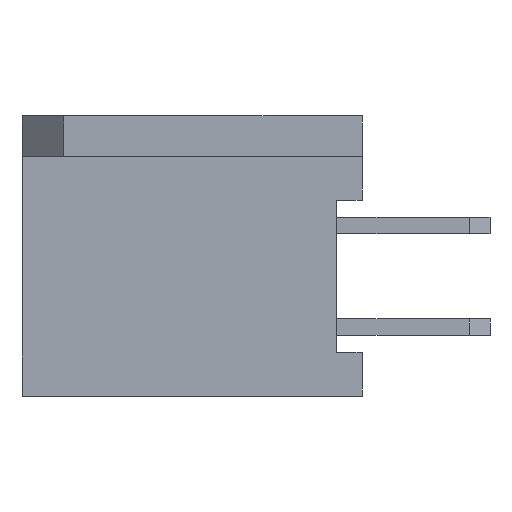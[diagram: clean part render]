
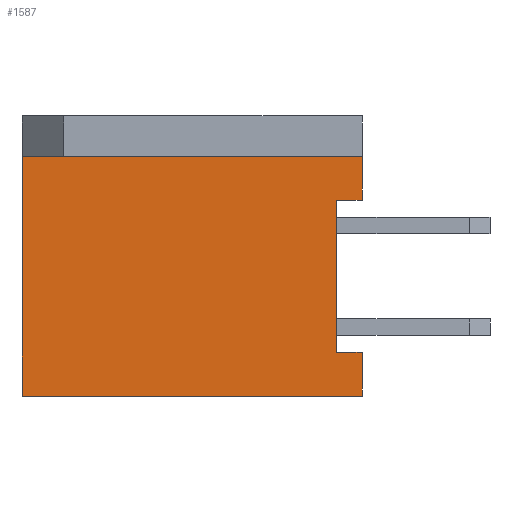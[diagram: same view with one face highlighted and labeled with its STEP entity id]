
A CAD part, left-side view. The second image highlights one B-rep face of the part: STEP entity #1587.
In plain terms, the highlighted planar face has unit normal (-1, 0, 0).
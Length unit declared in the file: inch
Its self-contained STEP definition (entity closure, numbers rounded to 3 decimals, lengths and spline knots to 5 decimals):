
#39 = ORIENTED_EDGE ( 'NONE', *, *, #2979, .T. ) ;
#42 = VECTOR ( 'NONE', #879, 39.37008 ) ;
#75 = EDGE_CURVE ( 'NONE', #3087, #1886, #4545, .T. ) ;
#224 = EDGE_CURVE ( 'NONE', #1886, #4480, #3411, .T. ) ;
#228 = VECTOR ( 'NONE', #469, 39.37008 ) ;
#321 = DIRECTION ( 'NONE',  ( 0., 0., 1. ) ) ;
#469 = DIRECTION ( 'NONE',  ( 0., 0., 1. ) ) ;
#474 = LINE ( 'NONE', #1428, #1931 ) ;
#488 = FACE_OUTER_BOUND ( 'NONE', #876, .T. ) ;
#620 = CARTESIAN_POINT ( 'NONE',  ( -0.5, 0.335, -0.118 ) ) ;
#690 = VECTOR ( 'NONE', #1933, 39.37008 ) ;
#734 = CARTESIAN_POINT ( 'NONE',  ( -0.5, 0.025, -0.075 ) ) ;
#876 = EDGE_LOOP ( 'NONE', ( #3109, #4281, #39, #3403, #5601, #4888, #3973, #1052 ) ) ;
#879 = DIRECTION ( 'NONE',  ( 0., -1., 0. ) ) ;
#1052 = ORIENTED_EDGE ( 'NONE', *, *, #75, .T. ) ;
#1192 = VERTEX_POINT ( 'NONE', #1269 ) ;
#1269 = CARTESIAN_POINT ( 'NONE',  ( -0.5, 0.335, 0.118 ) ) ;
#1428 = CARTESIAN_POINT ( 'NONE',  ( -0.5, 0.335, 0.118 ) ) ;
#1432 = EDGE_CURVE ( 'NONE', #4490, #1192, #1524, .T. ) ;
#1507 = CARTESIAN_POINT ( 'NONE',  ( -0.5, 0., 0.118 ) ) ;
#1524 = LINE ( 'NONE', #2022, #5272 ) ;
#1587 = ADVANCED_FACE ( 'NONE', ( #488 ), #2707, .F. ) ;
#1718 = DIRECTION ( 'NONE',  ( 0., 0., -1. ) ) ;
#1886 = VERTEX_POINT ( 'NONE', #2641 ) ;
#1931 = VECTOR ( 'NONE', #2253, 39.37008 ) ;
#1933 = DIRECTION ( 'NONE',  ( 0., 0., 1. ) ) ;
#2022 = CARTESIAN_POINT ( 'NONE',  ( -0.5, 0.335, 0.118 ) ) ;
#2073 = VECTOR ( 'NONE', #5408, 39.37008 ) ;
#2248 = LINE ( 'NONE', #2774, #228 ) ;
#2253 = DIRECTION ( 'NONE',  ( 0., -1., 0. ) ) ;
#2369 = CARTESIAN_POINT ( 'NONE',  ( -0.5, 0., 0.118 ) ) ;
#2400 = DIRECTION ( 'NONE',  ( 0., -1., 0. ) ) ;
#2404 = EDGE_CURVE ( 'NONE', #4833, #3087, #3903, .T. ) ;
#2411 = VERTEX_POINT ( 'NONE', #2530 ) ;
#2453 = EDGE_CURVE ( 'NONE', #4490, #4833, #4620, .T. ) ;
#2530 = CARTESIAN_POINT ( 'NONE',  ( -0.5, 0., 0.075 ) ) ;
#2641 = CARTESIAN_POINT ( 'NONE',  ( -0.5, 0.025, -0.075 ) ) ;
#2645 = CARTESIAN_POINT ( 'NONE',  ( -0.5, 0.335, -0.118 ) ) ;
#2704 = CARTESIAN_POINT ( 'NONE',  ( -0.5, 0.025, 0.075 ) ) ;
#2707 = PLANE ( 'NONE',  #5447 ) ;
#2774 = CARTESIAN_POINT ( 'NONE',  ( -0.5, 0., 0.118 ) ) ;
#2822 = VECTOR ( 'NONE', #321, 39.37008 ) ;
#2830 = EDGE_CURVE ( 'NONE', #4480, #2411, #5207, .T. ) ;
#2860 = CARTESIAN_POINT ( 'NONE',  ( -0.5, 0., -0.075 ) ) ;
#2979 = EDGE_CURVE ( 'NONE', #2411, #5042, #2248, .T. ) ;
#3087 = VERTEX_POINT ( 'NONE', #2860 ) ;
#3109 = ORIENTED_EDGE ( 'NONE', *, *, #224, .T. ) ;
#3180 = CARTESIAN_POINT ( 'NONE',  ( -0.5, 0., -0.118 ) ) ;
#3403 = ORIENTED_EDGE ( 'NONE', *, *, #5550, .F. ) ;
#3411 = LINE ( 'NONE', #734, #2822 ) ;
#3445 = CARTESIAN_POINT ( 'NONE',  ( -0.5, 0.025, 0.075 ) ) ;
#3901 = DIRECTION ( 'NONE',  ( 1., 0., 0. ) ) ;
#3903 = LINE ( 'NONE', #2369, #690 ) ;
#3973 = ORIENTED_EDGE ( 'NONE', *, *, #2404, .T. ) ;
#4030 = CARTESIAN_POINT ( 'NONE',  ( -0.5, 0.025, -0.075 ) ) ;
#4239 = DIRECTION ( 'NONE',  ( 0., 0., 1. ) ) ;
#4281 = ORIENTED_EDGE ( 'NONE', *, *, #2830, .T. ) ;
#4480 = VERTEX_POINT ( 'NONE', #2704 ) ;
#4490 = VERTEX_POINT ( 'NONE', #2645 ) ;
#4494 = CARTESIAN_POINT ( 'NONE',  ( -0.5, 0.335, 0.118 ) ) ;
#4545 = LINE ( 'NONE', #4030, #2073 ) ;
#4620 = LINE ( 'NONE', #620, #5075 ) ;
#4833 = VERTEX_POINT ( 'NONE', #3180 ) ;
#4888 = ORIENTED_EDGE ( 'NONE', *, *, #2453, .T. ) ;
#5042 = VERTEX_POINT ( 'NONE', #1507 ) ;
#5075 = VECTOR ( 'NONE', #2400, 39.37008 ) ;
#5207 = LINE ( 'NONE', #3445, #42 ) ;
#5272 = VECTOR ( 'NONE', #4239, 39.37008 ) ;
#5408 = DIRECTION ( 'NONE',  ( 0., 1., 0. ) ) ;
#5447 = AXIS2_PLACEMENT_3D ( 'NONE', #4494, #3901, #1718 ) ;
#5550 = EDGE_CURVE ( 'NONE', #1192, #5042, #474, .T. ) ;
#5601 = ORIENTED_EDGE ( 'NONE', *, *, #1432, .F. ) ;
